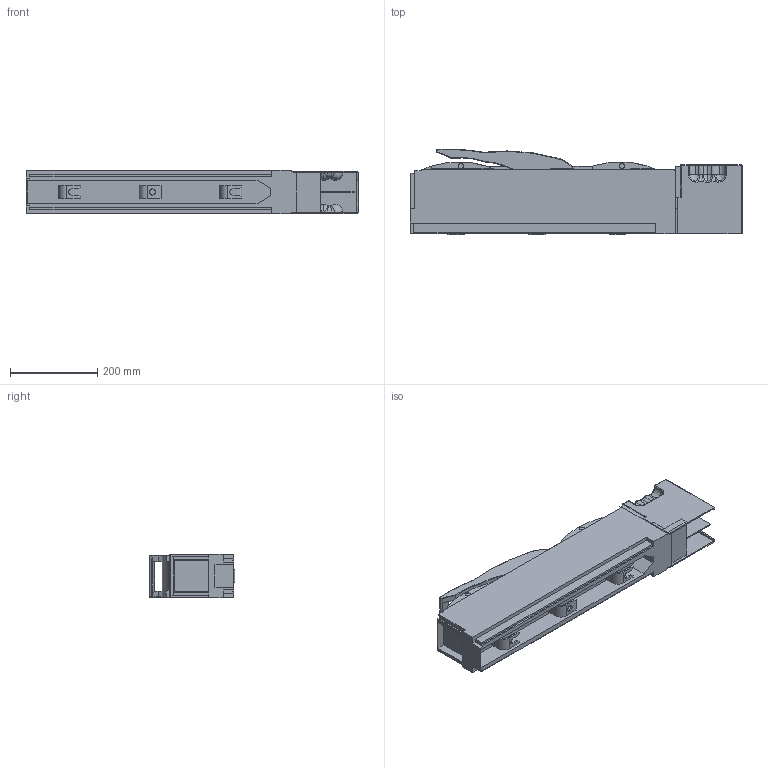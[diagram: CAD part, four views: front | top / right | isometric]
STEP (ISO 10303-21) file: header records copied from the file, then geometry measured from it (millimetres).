
FILE_DESCRIPTION (( 'STEP AP203' ), '1' );
FILE_NAME ('Ñáîðêà ÓÂÐÝ250À, 630À îäíîâðåìåííûé.STEP', '2018-03-15T08:22:37', ( '' ), ( '' ), 'SwSTEP 2.0', 'SolidWorks 2017', '' );
FILE_SCHEMA (( 'CONFIG_CONTROL_DESIGN' ));
Length unit declared in the file: millimetre
Products named in the file (4): Ñáîðêà ÓÂÐÝ250À, 630À îäíîâðåìåííûé; Êîðïóñ ÓÂÐÝ îäíîâðåìåííûé; Êðûøêà âûõ êîíòàêòîâ ÓÂÐÝ îäíîâðåìåííûé; Êðûøêà ïðåäîõðàíèòåëÿ ÓÂÐÝ îäíîâðåìåííûé
Assembly tree (3 placements, depth 2):
  Ñáîðêà ÓÂÐÝ250À, 630À îäíîâðåìåííûé
    Êîðïóñ ÓÂÐÝ îäíîâðåìåííûé
    Êðûøêà ïðåäîõðàíèòåëÿ ÓÂÐÝ îäíîâðåìåííûé
    Êðûøêà âûõ êîíòàêòîâ ÓÂÐÝ îäíîâðåìåííûé
Bounding box: 762 x 196.46 x 99 mm (x, y, z)
Volume: 5314333.5 mm3; surface area: 1027035.2 mm2
Topology: 17 solids, 17 shells, 1029 faces, 2719 edges, 1723 vertices
Faces by surface type: plane 628, cylinder 284, torus 80, bspline 28, sphere 9
Entity records: 33875 total; most frequent: CARTESIAN_POINT 7912, ORIENTED_EDGE 5412, DIRECTION 5308, EDGE_CURVE 2706, VECTOR 1844, LINE 1844, AXIS2_PLACEMENT_3D 1732, VERTEX_POINT 1723
